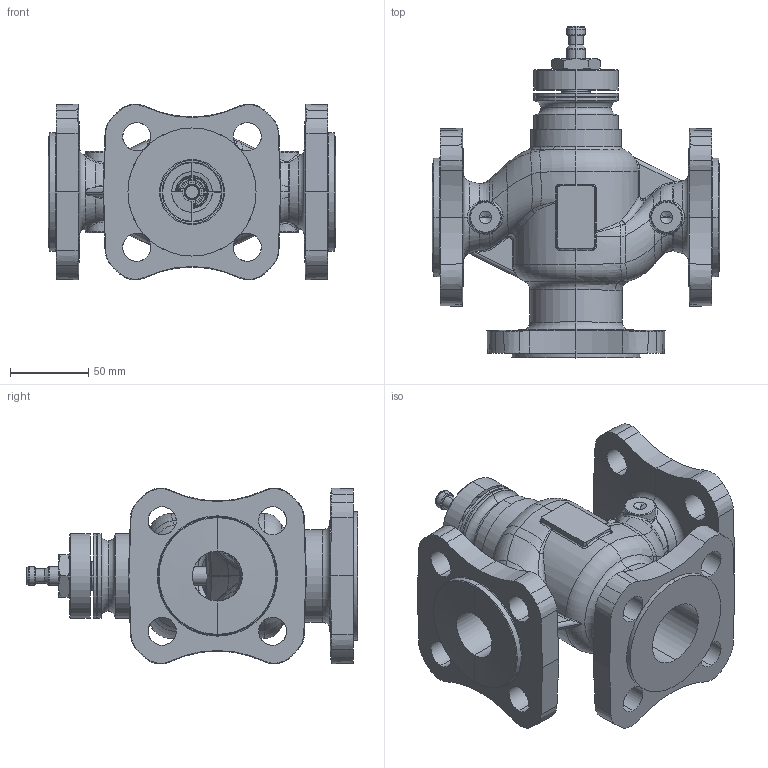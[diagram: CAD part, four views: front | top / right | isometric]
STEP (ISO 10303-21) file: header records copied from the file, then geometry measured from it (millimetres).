
FILE_DESCRIPTION((''),'2;1');
FILE_NAME('VF3-R_DN32_SW0001','2023-03-30T13:52:48',('User'),(''),'CREO PARAMETRIC BY PTC INC, 2019010','CREO PARAMETRIC BY PTC INC, 2019010','');
FILE_SCHEMA(('CONFIG_CONTROL_DESIGN'));
Products named in the file (1): VF3-R_DN32_SW0001
Bounding box: 184.14 x 212.5 x 112.54 mm (x, y, z)
Surface area: 186670.2 mm2 (no closed solid volume)
Topology: 0 solids, 14 shells, 783 faces, 2419 edges, 1601 vertices
Faces by surface type: bspline 382, cylinder 135, cone 132, plane 81, torus 50, sphere 3
Entity records: 87859 total; most frequent: CARTESIAN_POINT 70034, ORIENTED_EDGE 4242, DIRECTION 2431, EDGE_CURVE 2411, VERTEX_POINT 1601, B_SPLINE_CURVE_WITH_KNOTS 1356, AXIS2_PLACEMENT_3D 975, EDGE_LOOP 833
